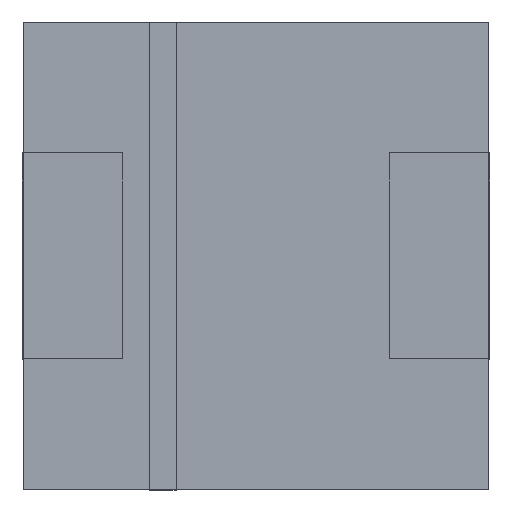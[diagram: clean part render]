
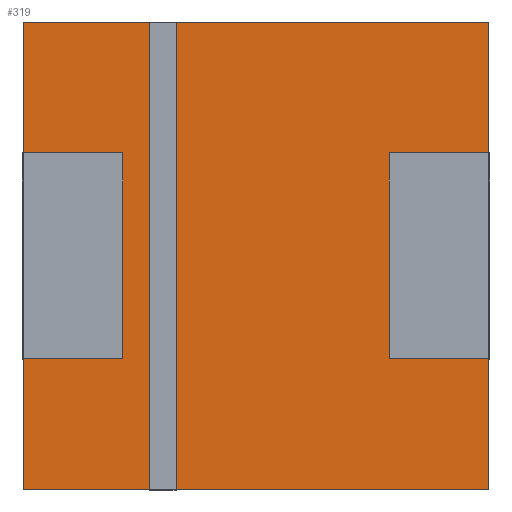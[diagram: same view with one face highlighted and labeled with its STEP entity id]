
A CAD part, top view. The second image highlights one B-rep face of the part: STEP entity #319.
In plain terms, the highlighted planar face has unit normal (0, 0, 1).
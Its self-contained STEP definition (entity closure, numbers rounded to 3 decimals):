
#95=CARTESIAN_POINT('',(6.121,-6.147,7.976));
#94=VERTEX_POINT('',#95);
#105=CARTESIAN_POINT('',(-6.121,-6.147,7.976));
#104=VERTEX_POINT('',#105);
#103=EDGE_CURVE('',#104,#94,#108,.T.);
#108=LINE('',#105,#110);
#110=VECTOR('',#111,12.243);
#111=DIRECTION('',(1.0,0.0,0.0));
#144=CARTESIAN_POINT('',(6.121,6.147,7.976));
#143=VERTEX_POINT('',#144);
#152=EDGE_CURVE('',#94,#143,#157,.T.);
#157=LINE('',#95,#159);
#159=VECTOR('',#160,12.294);
#160=DIRECTION('',(0.0,1.0,0.0));
#193=CARTESIAN_POINT('',(-6.121,6.147,7.976));
#192=VERTEX_POINT('',#193);
#201=EDGE_CURVE('',#143,#192,#206,.T.);
#206=LINE('',#144,#208);
#208=VECTOR('',#209,12.243);
#209=DIRECTION('',(-1.0,0.0,0.0));
#250=EDGE_CURVE('',#192,#104,#255,.T.);
#255=LINE('',#193,#257);
#257=VECTOR('',#258,12.294);
#258=DIRECTION('',(0.0,-1.0,0.0));
#319=ADVANCED_FACE('',(#325),#320,.T.);
#320=PLANE('',#321);
#321=AXIS2_PLACEMENT_3D('',#322,#323,#324);
#322=CARTESIAN_POINT('',(-6.121,-6.147,7.976));
#323=DIRECTION('',(0.0,0.0,1.0));
#324=DIRECTION('',(0.,1.,0.));
#325=FACE_OUTER_BOUND('',#326,.T.);
#326=EDGE_LOOP('',(#327,#337,#347,#357));
#327=ORIENTED_EDGE('',*,*,#103,.T.);
#337=ORIENTED_EDGE('',*,*,#152,.T.);
#347=ORIENTED_EDGE('',*,*,#201,.T.);
#357=ORIENTED_EDGE('',*,*,#250,.T.);
